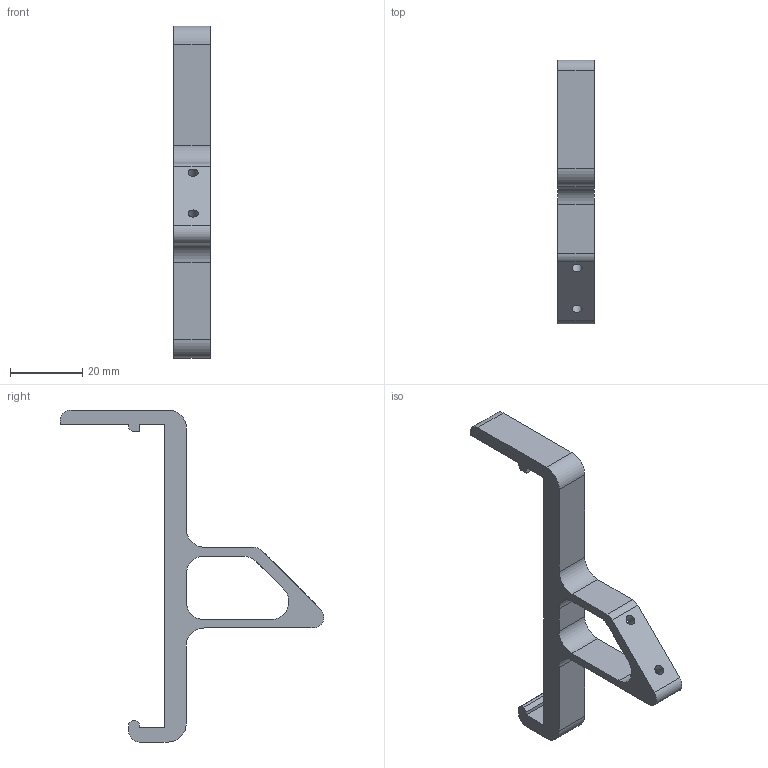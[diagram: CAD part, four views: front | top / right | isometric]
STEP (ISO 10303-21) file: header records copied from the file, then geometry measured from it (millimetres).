
FILE_DESCRIPTION(('FreeCAD Model'),'2;1');
FILE_NAME('lcdstand-x2-bis.step', '2020-02-01T17:26:25',('Author'),(''), 'Open CASCADE STEP processor 7.3','FreeCAD','Unknown');
FILE_SCHEMA(('AUTOMOTIVE_DESIGN { 1 0 10303 214 1 1 1 1 }'));
Length unit declared in the file: millimetre
Products named in the file (1): Cylinder014
Bounding box: 10 x 73.06 x 92 mm (x, y, z)
Volume: 9422.9 mm3; surface area: 6181.7 mm2
Topology: 1 solids, 1 shells, 43 faces, 121 edges, 81 vertices
Faces by surface type: plane 28, cylinder 15
Full cylindrical faces by diameter (mm): 2.8 x2, 6 x1
Entity records: 3489 total; most frequent: CARTESIAN_POINT 1024, DIRECTION 463, LINE 299, VECTOR 299, ORIENTED_EDGE 242, PCURVE 242, DEFINITIONAL_REPRESENTATION 242, EDGE_CURVE 121
